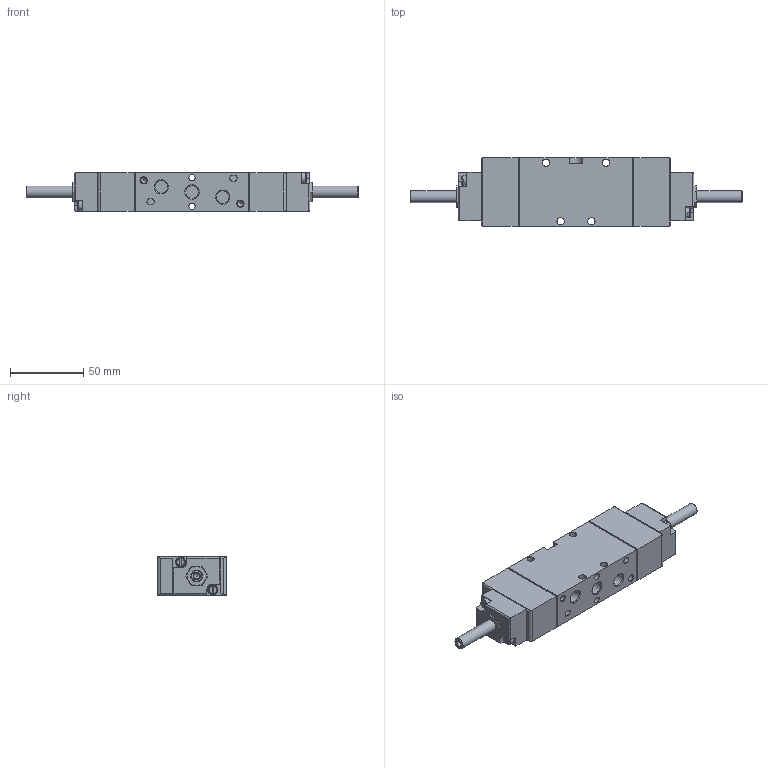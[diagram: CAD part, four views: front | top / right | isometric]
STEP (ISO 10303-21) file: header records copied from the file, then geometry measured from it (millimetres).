
FILE_DESCRIPTION(/* description */ ('STEP AP214'),/* implementation_level */ '2;1');
FILE_NAME(/* name */ '535933_JMFH-5-1_8-S-B-EX',/* time_stamp */ '2024-08-29T15:25:03+02:00',/* author */ ('License CC BY-ND 4.0'),/* organization */ ('CADENAS'),/* preprocessor_version */ 'ST-DEVELOPER v19.3',/* originating_system */ 'PARTsolutions',/* authorisation */ ' ');
FILE_SCHEMA (('AUTOMOTIVE_DESIGN {1 0 10303 214 3 1 1}'));
Length unit declared in the file: millimetre
Products named in the file (1): 535933 JMFH-5-1/8-S-B-EX
Bounding box: 226.6 x 47 x 26 mm (x, y, z)
Volume: 175769.5 mm3; surface area: 34055.3 mm2
Topology: 1 solids, 1 shells, 219 faces, 546 edges, 350 vertices
Faces by surface type: plane 123, cylinder 55, cone 33, torus 8
Full cylindrical faces by diameter (mm): 4.134 x4, 4.3 x2, 5 x4, 8 x2, 8.566 x7
Entity records: 6302 total; most frequent: CARTESIAN_POINT 1260, DIRECTION 1018, ORIENTED_EDGE 986, EDGE_CURVE 493, AXIS2_PLACEMENT_3D 371, VERTEX_POINT 341, FACE_BOUND 296, EDGE_LOOP 292
